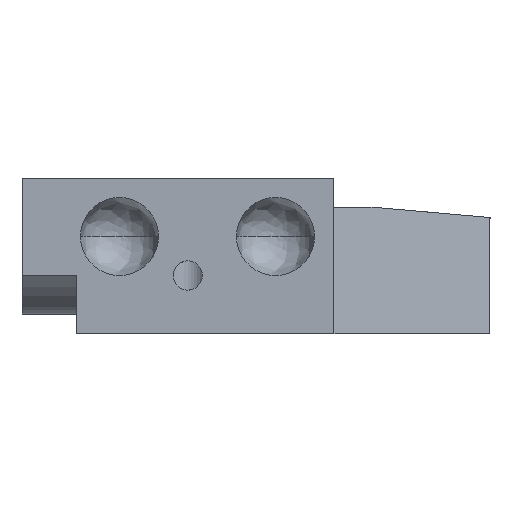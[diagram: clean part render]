
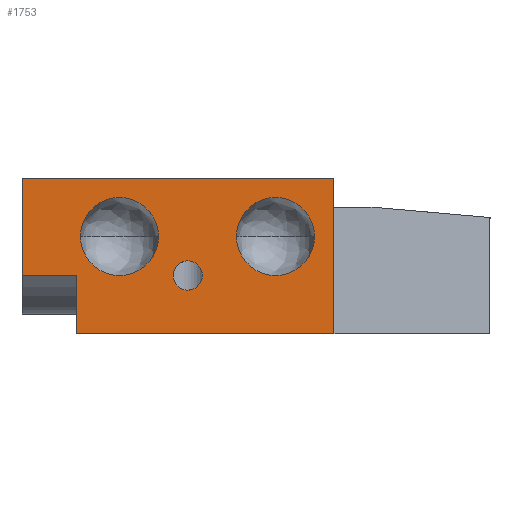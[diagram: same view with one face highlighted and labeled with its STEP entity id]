
A CAD part, front view. The second image highlights one B-rep face of the part: STEP entity #1753.
In plain terms, the highlighted planar face has unit normal (0, -1, 0).
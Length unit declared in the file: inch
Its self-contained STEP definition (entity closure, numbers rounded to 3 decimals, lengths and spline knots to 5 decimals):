
#16 = VECTOR ( 'NONE', #2587, 39.37008 ) ;
#29 = VECTOR ( 'NONE', #1043, 39.37008 ) ;
#61 = DIRECTION ( 'NONE',  ( -1., 0., 0. ) ) ;
#62 = CIRCLE ( 'NONE', #422, 0.5 ) ;
#88 = CARTESIAN_POINT ( 'NONE',  ( 2.125, 0., -1.0625 ) ) ;
#136 = CARTESIAN_POINT ( 'NONE',  ( 1.25, 0., -0.75 ) ) ;
#143 = VERTEX_POINT ( 'NONE', #508 ) ;
#164 = DIRECTION ( 'NONE',  ( 0., 0., 1. ) ) ;
#215 = DIRECTION ( 'NONE',  ( 0., 1., 0. ) ) ;
#230 = FACE_OUTER_BOUND ( 'NONE', #2627, .T. ) ;
#231 = VERTEX_POINT ( 'NONE', #88 ) ;
#242 = CARTESIAN_POINT ( 'NONE',  ( 0., 0., -1.25 ) ) ;
#258 = FACE_BOUND ( 'NONE', #1528, .T. ) ;
#268 = CARTESIAN_POINT ( 'NONE',  ( 2., 0., -2. ) ) ;
#281 = VECTOR ( 'NONE', #1259, 39.37008 ) ;
#386 = ORIENTED_EDGE ( 'NONE', *, *, #810, .T. ) ;
#387 = EDGE_CURVE ( 'NONE', #1203, #1712, #956, .T. ) ;
#395 = VERTEX_POINT ( 'NONE', #2095 ) ;
#402 = CARTESIAN_POINT ( 'NONE',  ( 2.75, 0., -0.75 ) ) ;
#415 = CARTESIAN_POINT ( 'NONE',  ( 2.125, 0., -1.25 ) ) ;
#422 = AXIS2_PLACEMENT_3D ( 'NONE', #1721, #661, #807 ) ;
#449 = AXIS2_PLACEMENT_3D ( 'NONE', #136, #2273, #1859 ) ;
#450 = LINE ( 'NONE', #1487, #16 ) ;
#480 = DIRECTION ( 'NONE',  ( 0., 0., 1. ) ) ;
#482 = VERTEX_POINT ( 'NONE', #2579 ) ;
#496 = CARTESIAN_POINT ( 'NONE',  ( 1.25, 0., -0.75 ) ) ;
#502 = DIRECTION ( 'NONE',  ( 0., 0., 1. ) ) ;
#508 = CARTESIAN_POINT ( 'NONE',  ( 3.75, 0., -0.75 ) ) ;
#518 = CARTESIAN_POINT ( 'NONE',  ( 2.125, 0., -1.25 ) ) ;
#525 = AXIS2_PLACEMENT_3D ( 'NONE', #2154, #1513, #61 ) ;
#577 = EDGE_CURVE ( 'NONE', #482, #1203, #2073, .T. ) ;
#652 = EDGE_CURVE ( 'NONE', #1354, #482, #1774, .T. ) ;
#661 = DIRECTION ( 'NONE',  ( 0., 1., 0. ) ) ;
#713 = LINE ( 'NONE', #2332, #29 ) ;
#716 = VERTEX_POINT ( 'NONE', #1794 ) ;
#736 = VECTOR ( 'NONE', #2197, 39.37008 ) ;
#807 = DIRECTION ( 'NONE',  ( 0., 0., 1. ) ) ;
#810 = EDGE_CURVE ( 'NONE', #716, #231, #923, .T. ) ;
#824 = CARTESIAN_POINT ( 'NONE',  ( 1.75, 0., -0.75 ) ) ;
#840 = EDGE_CURVE ( 'NONE', #2735, #1959, #985, .T. ) ;
#870 = CARTESIAN_POINT ( 'NONE',  ( 0., 0., -1. ) ) ;
#916 = CARTESIAN_POINT ( 'NONE',  ( 0.75, 0., -0.75 ) ) ;
#923 = CIRCLE ( 'NONE', #1655, 0.1875 ) ;
#932 = CIRCLE ( 'NONE', #2453, 0.1875 ) ;
#956 = LINE ( 'NONE', #1878, #1428 ) ;
#974 = CARTESIAN_POINT ( 'NONE',  ( 4., 0., 0. ) ) ;
#985 = CIRCLE ( 'NONE', #449, 0.5 ) ;
#1001 = ORIENTED_EDGE ( 'NONE', *, *, #840, .T. ) ;
#1043 = DIRECTION ( 'NONE',  ( -1., 0., 0. ) ) ;
#1058 = EDGE_CURVE ( 'NONE', #1354, #395, #2734, .T. ) ;
#1079 = PLANE ( 'NONE',  #525 ) ;
#1112 = EDGE_CURVE ( 'NONE', #395, #2387, #450, .T. ) ;
#1159 = CIRCLE ( 'NONE', #1277, 0.5 ) ;
#1203 = VERTEX_POINT ( 'NONE', #1765 ) ;
#1231 = ORIENTED_EDGE ( 'NONE', *, *, #2718, .T. ) ;
#1233 = DIRECTION ( 'NONE',  ( 0., 0., 1. ) ) ;
#1259 = DIRECTION ( 'NONE',  ( 0., 0., 1. ) ) ;
#1274 = EDGE_CURVE ( 'NONE', #1959, #2735, #1159, .T. ) ;
#1277 = AXIS2_PLACEMENT_3D ( 'NONE', #496, #1558, #502 ) ;
#1287 = CARTESIAN_POINT ( 'NONE',  ( 0., 0., 0. ) ) ;
#1354 = VERTEX_POINT ( 'NONE', #2356 ) ;
#1428 = VECTOR ( 'NONE', #1448, 39.37008 ) ;
#1448 = DIRECTION ( 'NONE',  ( 0., 0., 1. ) ) ;
#1487 = CARTESIAN_POINT ( 'NONE',  ( 0.7, 0., -1.25 ) ) ;
#1507 = VECTOR ( 'NONE', #1233, 39.37008 ) ;
#1513 = DIRECTION ( 'NONE',  ( 0., -1., 0. ) ) ;
#1528 = EDGE_LOOP ( 'NONE', ( #2322, #1679 ) ) ;
#1558 = DIRECTION ( 'NONE',  ( 0., 1., 0. ) ) ;
#1561 = EDGE_LOOP ( 'NONE', ( #1231, #386 ) ) ;
#1643 = LINE ( 'NONE', #870, #1507 ) ;
#1655 = AXIS2_PLACEMENT_3D ( 'NONE', #518, #2065, #164 ) ;
#1679 = ORIENTED_EDGE ( 'NONE', *, *, #1751, .T. ) ;
#1712 = VERTEX_POINT ( 'NONE', #974 ) ;
#1721 = CARTESIAN_POINT ( 'NONE',  ( 3.25, 0., -0.75 ) ) ;
#1751 = EDGE_CURVE ( 'NONE', #1864, #143, #62, .T. ) ;
#1753 = ADVANCED_FACE ( 'NONE', ( #1951, #258, #2459, #230 ), #1079, .T. ) ;
#1765 = CARTESIAN_POINT ( 'NONE',  ( 4., 0., -0.375 ) ) ;
#1774 = LINE ( 'NONE', #268, #736 ) ;
#1794 = CARTESIAN_POINT ( 'NONE',  ( 2.125, 0., -1.4375 ) ) ;
#1811 = VERTEX_POINT ( 'NONE', #1287 ) ;
#1814 = ORIENTED_EDGE ( 'NONE', *, *, #387, .T. ) ;
#1817 = ORIENTED_EDGE ( 'NONE', *, *, #652, .T. ) ;
#1822 = EDGE_CURVE ( 'NONE', #2387, #1811, #1643, .T. ) ;
#1851 = CIRCLE ( 'NONE', #2123, 0.5 ) ;
#1859 = DIRECTION ( 'NONE',  ( 0., 0., 1. ) ) ;
#1864 = VERTEX_POINT ( 'NONE', #402 ) ;
#1878 = CARTESIAN_POINT ( 'NONE',  ( 4., 0., -1. ) ) ;
#1906 = VECTOR ( 'NONE', #480, 39.37008 ) ;
#1920 = ORIENTED_EDGE ( 'NONE', *, *, #1274, .T. ) ;
#1929 = ORIENTED_EDGE ( 'NONE', *, *, #1112, .F. ) ;
#1951 = FACE_BOUND ( 'NONE', #1561, .T. ) ;
#1956 = CARTESIAN_POINT ( 'NONE',  ( 4., 0., -1. ) ) ;
#1959 = VERTEX_POINT ( 'NONE', #916 ) ;
#1973 = ORIENTED_EDGE ( 'NONE', *, *, #577, .T. ) ;
#1985 = EDGE_LOOP ( 'NONE', ( #1001, #1920 ) ) ;
#2016 = ORIENTED_EDGE ( 'NONE', *, *, #2698, .T. ) ;
#2065 = DIRECTION ( 'NONE',  ( 0., 1., 0. ) ) ;
#2073 = LINE ( 'NONE', #1956, #1906 ) ;
#2095 = CARTESIAN_POINT ( 'NONE',  ( 0.7, 0., -1.25 ) ) ;
#2123 = AXIS2_PLACEMENT_3D ( 'NONE', #2500, #2510, #2725 ) ;
#2154 = CARTESIAN_POINT ( 'NONE',  ( 4.08, 0., 0.04 ) ) ;
#2186 = EDGE_CURVE ( 'NONE', #143, #1864, #1851, .T. ) ;
#2197 = DIRECTION ( 'NONE',  ( 1., 0., 0. ) ) ;
#2273 = DIRECTION ( 'NONE',  ( 0., 1., 0. ) ) ;
#2300 = ORIENTED_EDGE ( 'NONE', *, *, #1822, .F. ) ;
#2322 = ORIENTED_EDGE ( 'NONE', *, *, #2186, .T. ) ;
#2325 = DIRECTION ( 'NONE',  ( 0., 0., 1. ) ) ;
#2332 = CARTESIAN_POINT ( 'NONE',  ( 2., 0., 0. ) ) ;
#2356 = CARTESIAN_POINT ( 'NONE',  ( 0.7, 0., -2. ) ) ;
#2373 = CARTESIAN_POINT ( 'NONE',  ( 0.7, 0., 0. ) ) ;
#2387 = VERTEX_POINT ( 'NONE', #242 ) ;
#2423 = ORIENTED_EDGE ( 'NONE', *, *, #1058, .F. ) ;
#2453 = AXIS2_PLACEMENT_3D ( 'NONE', #415, #215, #2325 ) ;
#2459 = FACE_BOUND ( 'NONE', #1985, .T. ) ;
#2500 = CARTESIAN_POINT ( 'NONE',  ( 3.25, 0., -0.75 ) ) ;
#2510 = DIRECTION ( 'NONE',  ( 0., 1., 0. ) ) ;
#2579 = CARTESIAN_POINT ( 'NONE',  ( 4., 0., -2. ) ) ;
#2587 = DIRECTION ( 'NONE',  ( -1., 0., 0. ) ) ;
#2627 = EDGE_LOOP ( 'NONE', ( #2300, #1929, #2423, #1817, #1973, #1814, #2016 ) ) ;
#2698 = EDGE_CURVE ( 'NONE', #1712, #1811, #713, .T. ) ;
#2718 = EDGE_CURVE ( 'NONE', #231, #716, #932, .T. ) ;
#2725 = DIRECTION ( 'NONE',  ( 0., 0., 1. ) ) ;
#2734 = LINE ( 'NONE', #2373, #281 ) ;
#2735 = VERTEX_POINT ( 'NONE', #824 ) ;
